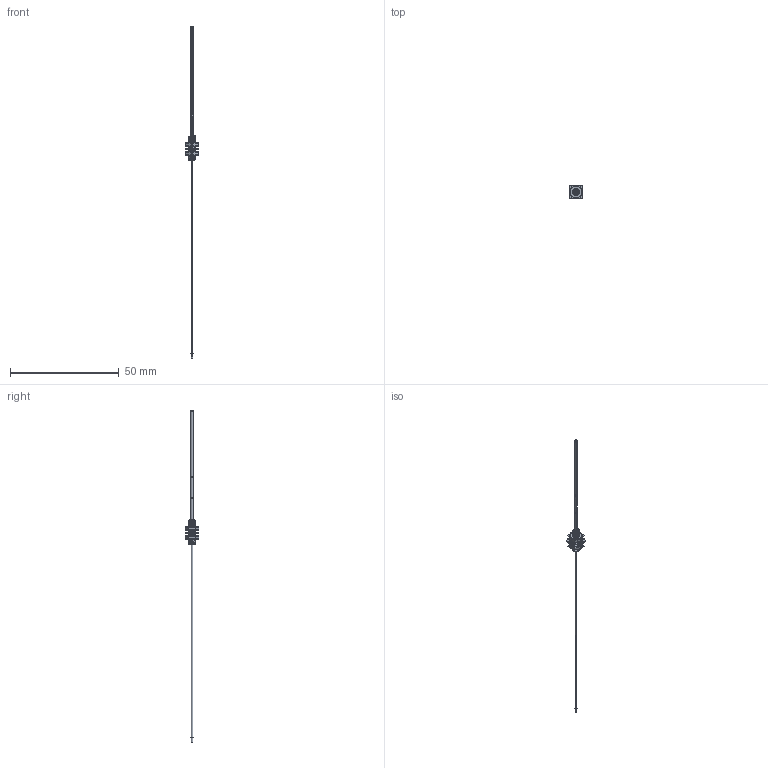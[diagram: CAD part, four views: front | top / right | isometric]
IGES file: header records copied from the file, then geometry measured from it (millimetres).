
Start section:  PTC IGES file: 166385.igs
Global section: file name: 166385.igs; native system: Creo Parametric by Parametric Technology Corporation; preprocessor: 2013230; author: pdmadmin; organization: Unknown; date: 20160105.124710; units: millimetre
Bounding box: 6.36 x 6.41 x 152.48 mm (x, y, z)
Volume: 193.2 mm3; surface area: 7323.7 mm2
Topology: 7 solids, 8 shells, 456 faces, 2412 edges, 3123 vertices
Faces by surface type: revolution 332, bspline 124
